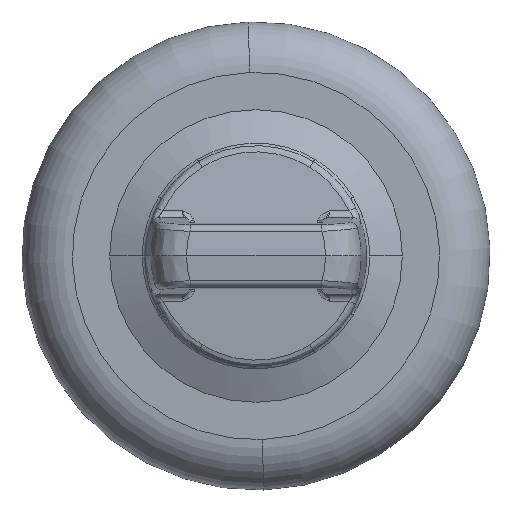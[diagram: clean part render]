
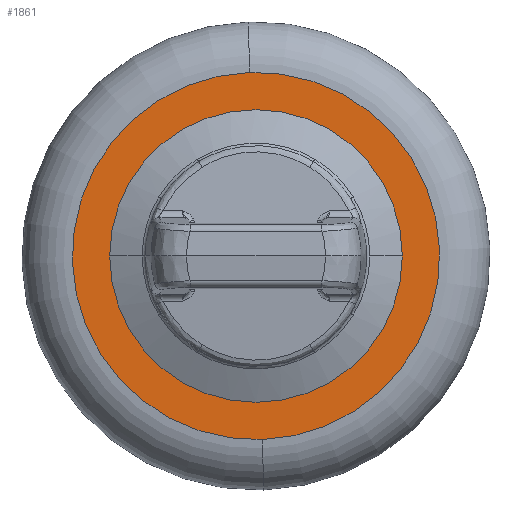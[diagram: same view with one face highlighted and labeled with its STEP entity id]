
A CAD part, front view. The second image highlights one B-rep face of the part: STEP entity #1861.
In plain terms, the highlighted face is planar.
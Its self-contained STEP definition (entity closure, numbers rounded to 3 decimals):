
#68 = AXIS2_PLACEMENT_3D ( 'NONE', #4386, #6608, #2886 ) ;
#625 = VERTEX_POINT ( 'NONE', #6338 ) ;
#662 = EDGE_CURVE ( 'NONE', #625, #2328, #5506, .T. ) ;
#705 = EDGE_LOOP ( 'NONE', ( #2317, #5480 ) ) ;
#1168 = DIRECTION ( 'NONE',  ( 0., 0., -1. ) ) ;
#1371 = PLANE ( 'NONE',  #2957 ) ;
#1607 = AXIS2_PLACEMENT_3D ( 'NONE', #3220, #1168, #6984 ) ;
#1844 = ORIENTED_EDGE ( 'NONE', *, *, #3726, .T. ) ;
#1861 = ADVANCED_FACE ( 'NONE', ( #9268, #5683 ), #1371, .T. ) ;
#1918 = EDGE_LOOP ( 'NONE', ( #1844, #3365 ) ) ;
#2041 = DIRECTION ( 'NONE',  ( 1., 0., 0. ) ) ;
#2079 = CARTESIAN_POINT ( 'NONE',  ( 4., 0., 0. ) ) ;
#2313 = EDGE_CURVE ( 'NONE', #8683, #4201, #4163, .T. ) ;
#2317 = ORIENTED_EDGE ( 'NONE', *, *, #4639, .T. ) ;
#2328 = VERTEX_POINT ( 'NONE', #2079 ) ;
#2389 = CARTESIAN_POINT ( 'NONE',  ( 9.1, 0., 0. ) ) ;
#2886 = DIRECTION ( 'NONE',  ( 1., 0., 0. ) ) ;
#2957 = AXIS2_PLACEMENT_3D ( 'NONE', #8738, #5729, #9316 ) ;
#3220 = CARTESIAN_POINT ( 'NONE',  ( 0., 0., 0. ) ) ;
#3275 = CIRCLE ( 'NONE', #1607, 4. ) ;
#3365 = ORIENTED_EDGE ( 'NONE', *, *, #2313, .T. ) ;
#3726 = EDGE_CURVE ( 'NONE', #4201, #8683, #6989, .T. ) ;
#4005 = AXIS2_PLACEMENT_3D ( 'NONE', #6199, #8369, #2041 ) ;
#4163 = CIRCLE ( 'NONE', #68, 9.1 ) ;
#4201 = VERTEX_POINT ( 'NONE', #2389 ) ;
#4295 = CARTESIAN_POINT ( 'NONE',  ( 0., 0., 0. ) ) ;
#4386 = CARTESIAN_POINT ( 'NONE',  ( 0., 0., 0. ) ) ;
#4639 = EDGE_CURVE ( 'NONE', #2328, #625, #3275, .T. ) ;
#5480 = ORIENTED_EDGE ( 'NONE', *, *, #662, .T. ) ;
#5506 = CIRCLE ( 'NONE', #4005, 4. ) ;
#5683 = FACE_OUTER_BOUND ( 'NONE', #1918, .T. ) ;
#5729 = DIRECTION ( 'NONE',  ( 0., 0., 1. ) ) ;
#6199 = CARTESIAN_POINT ( 'NONE',  ( 0., 0., 0. ) ) ;
#6338 = CARTESIAN_POINT ( 'NONE',  ( -4., 0., 0. ) ) ;
#6608 = DIRECTION ( 'NONE',  ( 0., 0., 1. ) ) ;
#6984 = DIRECTION ( 'NONE',  ( 1., 0., 0. ) ) ;
#6989 = CIRCLE ( 'NONE', #7897, 9.1 ) ;
#7034 = DIRECTION ( 'NONE',  ( 0., 0., 1. ) ) ;
#7075 = DIRECTION ( 'NONE',  ( 1., 0., 0. ) ) ;
#7161 = CARTESIAN_POINT ( 'NONE',  ( -9.1, 0., 0. ) ) ;
#7897 = AXIS2_PLACEMENT_3D ( 'NONE', #4295, #7034, #7075 ) ;
#8369 = DIRECTION ( 'NONE',  ( 0., 0., -1. ) ) ;
#8683 = VERTEX_POINT ( 'NONE', #7161 ) ;
#8738 = CARTESIAN_POINT ( 'NONE',  ( 0., 0., 0. ) ) ;
#9268 = FACE_BOUND ( 'NONE', #705, .T. ) ;
#9316 = DIRECTION ( 'NONE',  ( 1., 0., 0. ) ) ;
